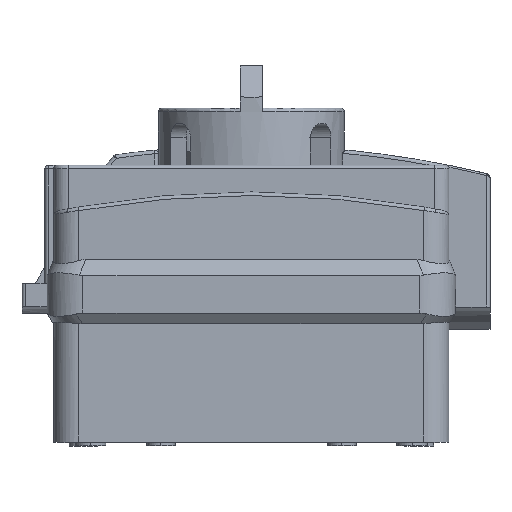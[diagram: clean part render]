
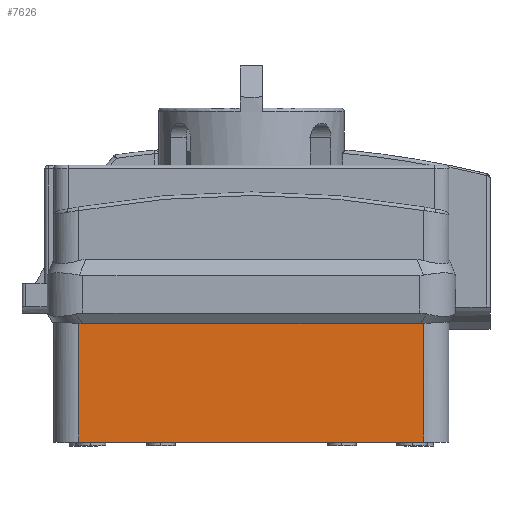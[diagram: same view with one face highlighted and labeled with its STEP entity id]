
A CAD part, top view. The second image highlights one B-rep face of the part: STEP entity #7626.
In plain terms, the highlighted planar face has unit normal (0, 0, 1).
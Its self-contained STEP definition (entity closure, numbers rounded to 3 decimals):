
#127=DIRECTION('',(1.,0.,0.));
#128=VECTOR('',#127,96.6);
#129=CARTESIAN_POINT('',(-48.3,0.,38.95));
#130=LINE('',#129,#128);
#2456=CARTESIAN_POINT('',(48.3,33.163,38.95));
#2467=DIRECTION('',(0.,1.,0.));
#2468=VECTOR('',#2467,33.163);
#2469=CARTESIAN_POINT('',(-48.3,0.,38.95));
#2470=LINE('',#2469,#2468);
#2471=CARTESIAN_POINT('',(-47.303,33.1,38.95));
#2472=CARTESIAN_POINT('',(-47.637,33.1,38.95));
#2473=CARTESIAN_POINT('',(-47.969,33.122,38.95));
#2474=CARTESIAN_POINT('',(-48.3,33.163,38.95));
#2476=DIRECTION('',(1.,0.,0.));
#2477=VECTOR('',#2476,94.607);
#2478=CARTESIAN_POINT('',(-47.303,33.1,38.95));
#2479=LINE('',#2478,#2477);
#2480=DIRECTION('',(0.,-1.,0.));
#2481=VECTOR('',#2480,33.163);
#2482=CARTESIAN_POINT('',(48.3,33.163,38.95));
#2483=LINE('',#2482,#2481);
#2515=CARTESIAN_POINT('',(-48.3,33.163,38.95));
#3621=CARTESIAN_POINT('',(48.3,33.163,38.95));
#3622=CARTESIAN_POINT('',(47.969,33.122,38.95));
#3623=CARTESIAN_POINT('',(47.637,33.1,38.95));
#3624=CARTESIAN_POINT('',(47.303,33.1,38.95));
#4272=VERTEX_POINT('',#2456);
#4279=VERTEX_POINT('',#2515);
#4342=CARTESIAN_POINT('',(-48.3,0.,38.95));
#4344=VERTEX_POINT('',#4342);
#4347=CARTESIAN_POINT('',(-47.303,33.1,38.95));
#4349=VERTEX_POINT('',#4347);
#4382=CARTESIAN_POINT('',(47.303,33.1,38.95));
#4383=VERTEX_POINT('',#4382);
#4385=CARTESIAN_POINT('',(48.3,0.,38.95));
#4387=VERTEX_POINT('',#4385);
#7609=CARTESIAN_POINT('',(-55.3,0.,38.95));
#7610=DIRECTION('',(0.,0.,1.));
#7611=DIRECTION('',(1.,0.,0.));
#7612=AXIS2_PLACEMENT_3D('',#7609,#7610,#7611);
#7613=PLANE('',#7612);
#7615=ORIENTED_EDGE('',*,*,#7614,.T.);
#7617=ORIENTED_EDGE('',*,*,#7616,.F.);
#7619=ORIENTED_EDGE('',*,*,#7618,.T.);
#7621=ORIENTED_EDGE('',*,*,#7620,.F.);
#7622=ORIENTED_EDGE('',*,*,#7601,.T.);
#7623=ORIENTED_EDGE('',*,*,#4605,.F.);
#7624=EDGE_LOOP('',(#7615,#7617,#7619,#7621,#7622,#7623));
#7625=FACE_OUTER_BOUND('',#7624,.F.);
#7626=ADVANCED_FACE('',(#7625),#7613,.T.);
#2475=B_SPLINE_CURVE_WITH_KNOTS('',3,(#2471,#2472,#2473,#2474),.UNSPECIFIED.,
.F.,.F.,(4,4),(0.,1.),.UNSPECIFIED.);
#3625=B_SPLINE_CURVE_WITH_KNOTS('',3,(#3621,#3622,#3623,#3624),.UNSPECIFIED.,
.F.,.F.,(4,4),(0.,1.),.UNSPECIFIED.);
#4605=EDGE_CURVE('',#4344,#4387,#130,.T.);
#7601=EDGE_CURVE('',#4272,#4387,#2483,.T.);
#7614=EDGE_CURVE('',#4344,#4279,#2470,.T.);
#7616=EDGE_CURVE('',#4349,#4279,#2475,.T.);
#7618=EDGE_CURVE('',#4349,#4383,#2479,.T.);
#7620=EDGE_CURVE('',#4272,#4383,#3625,.T.);
